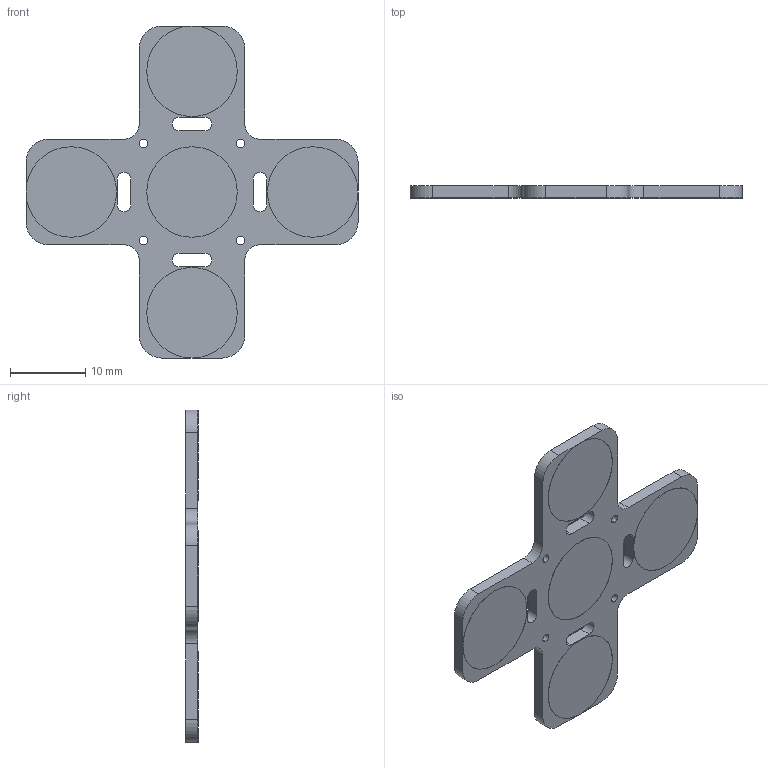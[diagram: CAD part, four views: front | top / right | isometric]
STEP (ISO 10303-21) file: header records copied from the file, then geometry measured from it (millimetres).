
FILE_DESCRIPTION((''),'2;1');
FILE_NAME('PCB-CAPACITIF','2011-02-04T',('Michael'),('EPFL'),'PRO/ENGINEER BY PARAMETRIC TECHNOLOGY CORPORATION, 2008490','PRO/ENGINEER BY PARAMETRIC TECHNOLOGY CORPORATION, 2008490','');
FILE_SCHEMA(('AUTOMOTIVE_DESIGN_CC2 { 1 2 10303 214 -1 1 5 2 }'));
Length unit declared in the file: millimetre
Products named in the file (1): PCB-CAPACITIF
Bounding box: 44 x 1.63 x 44 mm (x, y, z)
Volume: 1593.8 mm3; surface area: 2338.1 mm2
Topology: 1 solids, 1 shells, 65 faces, 180 edges, 118 vertices
Faces by surface type: cylinder 38, plane 27
Entity records: 2756 total; most frequent: DIRECTION 388, CARTESIAN_POINT 363, ORIENTED_EDGE 360, PRESENTATION_STYLE_ASSIGNMENT 186, STYLED_ITEM 181, CURVE_STYLE 180, EDGE_CURVE 180, AXIS2_PLACEMENT_3D 143
